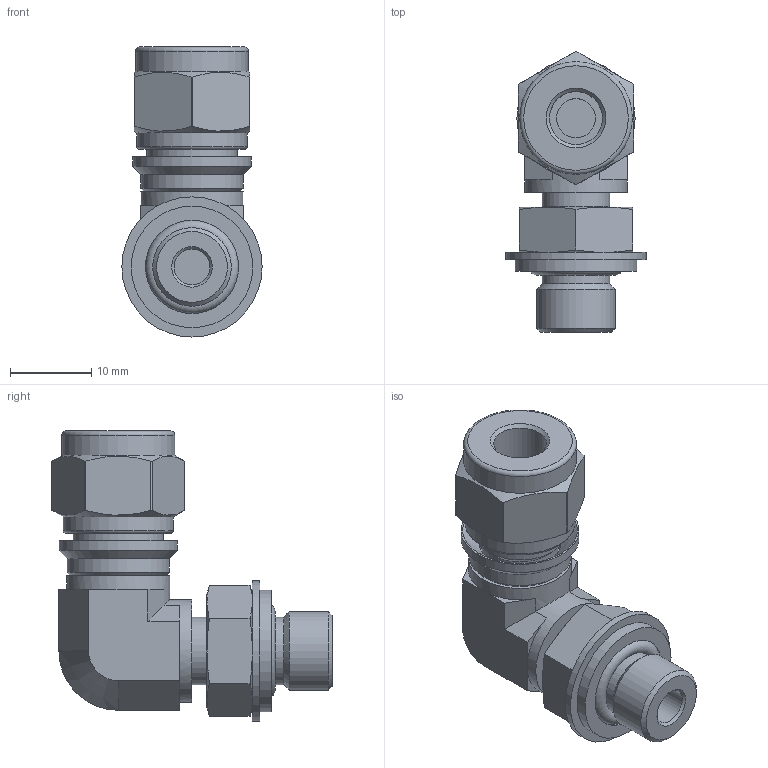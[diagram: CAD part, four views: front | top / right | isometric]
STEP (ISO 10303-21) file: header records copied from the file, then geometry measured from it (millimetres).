
FILE_DESCRIPTION(/* description */ (''),/* implementation_level */ '2;1');
FILE_NAME(/* name */ 'SPMEI-4-2G.stp',/* time_stamp */ '2022-05-26T09:27:55+09:00',/* author */ ('user'),/* organization */ (''),/* preprocessor_version */ 'ST-DEVELOPER v18.1',/* originating_system */ 'Autodesk Inventor 2022',/* authorisation */ '');
FILE_SCHEMA (('AUTOMOTIVE_DESIGN { 1 0 10303 214 3 1 1 }'));
Length unit declared in the file: millimetre
Products named in the file (1): SPME-4-2G
Bounding box: 17.3 x 34.6 x 35.79 mm (x, y, z)
Volume: 6265.5 mm3; surface area: 4055.6 mm2
Topology: 1 solids, 1 shells, 113 faces, 239 edges, 141 vertices
Faces by surface type: plane 59, cone 26, cylinder 25, torus 3
Full cylindrical faces by diameter (mm): 4.4 x1, 4.826 x1, 4.83 x1, 6.55 x1, 8.3 x2, 9.4 x1, 9.7 x1, 10.1 x1, 11.113 x1, 11.5 x1, 12.6 x1, 12.7 x2, 13.6 x1, 13.9 x1, 14.6 x1, 15 x1, 17.3 x1
Entity records: 3000 total; most frequent: CARTESIAN_POINT 566, DIRECTION 533, ORIENTED_EDGE 478, EDGE_CURVE 239, AXIS2_PLACEMENT_3D 216, VERTEX_POINT 141, EDGE_LOOP 126, FACE_OUTER_BOUND 113
